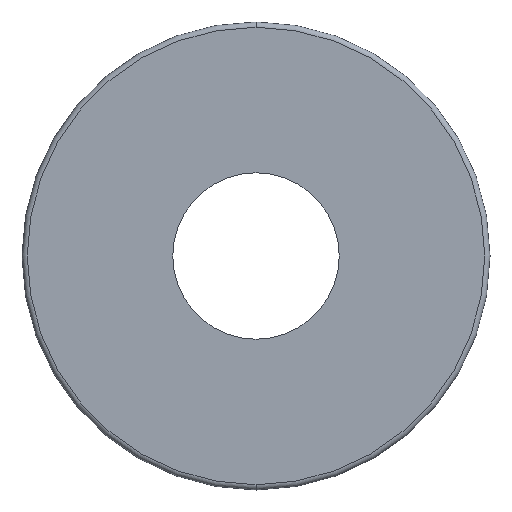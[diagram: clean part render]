
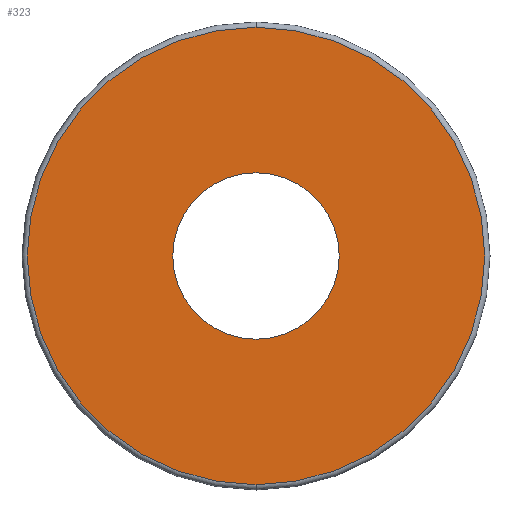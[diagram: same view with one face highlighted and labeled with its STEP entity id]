
A CAD part, front view. The second image highlights one B-rep face of the part: STEP entity #323.
In plain terms, the highlighted planar face has unit normal (0, -1, 0).
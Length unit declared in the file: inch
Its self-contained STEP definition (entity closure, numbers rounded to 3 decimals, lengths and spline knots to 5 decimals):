
#9 = DIRECTION ( 'NONE',  ( 0., -1., 0. ) ) ;
#10 = ORIENTED_EDGE ( 'NONE', *, *, #306, .T. ) ;
#12 = VERTEX_POINT ( 'NONE', #15 ) ;
#15 = CARTESIAN_POINT ( 'NONE',  ( 0., 0., 0.15748 ) ) ;
#16 = CARTESIAN_POINT ( 'NONE',  ( 0., 0., 0. ) ) ;
#20 = DIRECTION ( 'NONE',  ( 0., 1., 0. ) ) ;
#25 = FACE_OUTER_BOUND ( 'NONE', #77, .T. ) ;
#32 = CARTESIAN_POINT ( 'NONE',  ( 0., 0., 0. ) ) ;
#34 = PLANE ( 'NONE',  #108 ) ;
#40 = CIRCLE ( 'NONE', #217, 0.15748 ) ;
#44 = DIRECTION ( 'NONE',  ( 0., 0., 1. ) ) ;
#55 = CIRCLE ( 'NONE', #227, 0.433 ) ;
#60 = CARTESIAN_POINT ( 'NONE',  ( 0., 0., -0.15748 ) ) ;
#73 = DIRECTION ( 'NONE',  ( 0., 1., 0. ) ) ;
#77 = EDGE_LOOP ( 'NONE', ( #10, #178 ) ) ;
#91 = ORIENTED_EDGE ( 'NONE', *, *, #307, .T. ) ;
#98 = DIRECTION ( 'NONE',  ( 0., 1., 0. ) ) ;
#108 = AXIS2_PLACEMENT_3D ( 'NONE', #32, #98, #284 ) ;
#131 = AXIS2_PLACEMENT_3D ( 'NONE', #210, #73, #244 ) ;
#138 = CARTESIAN_POINT ( 'NONE',  ( 0., 0., 0. ) ) ;
#140 = CIRCLE ( 'NONE', #196, 0.433 ) ;
#149 = ORIENTED_EDGE ( 'NONE', *, *, #283, .T. ) ;
#151 = CARTESIAN_POINT ( 'NONE',  ( 0., 0., 0. ) ) ;
#161 = DIRECTION ( 'NONE',  ( 0., 0., 1. ) ) ;
#170 = DIRECTION ( 'NONE',  ( 0., -1., 0. ) ) ;
#172 = VERTEX_POINT ( 'NONE', #60 ) ;
#173 = DIRECTION ( 'NONE',  ( 0., 0., 1. ) ) ;
#178 = ORIENTED_EDGE ( 'NONE', *, *, #271, .T. ) ;
#196 = AXIS2_PLACEMENT_3D ( 'NONE', #138, #9, #161 ) ;
#200 = CIRCLE ( 'NONE', #131, 0.15748 ) ;
#210 = CARTESIAN_POINT ( 'NONE',  ( 0., 0., 0. ) ) ;
#217 = AXIS2_PLACEMENT_3D ( 'NONE', #151, #20, #173 ) ;
#227 = AXIS2_PLACEMENT_3D ( 'NONE', #16, #170, #44 ) ;
#234 = CARTESIAN_POINT ( 'NONE',  ( 0., 0., -0.433 ) ) ;
#244 = DIRECTION ( 'NONE',  ( 0., 0., 1. ) ) ;
#251 = VERTEX_POINT ( 'NONE', #317 ) ;
#259 = EDGE_LOOP ( 'NONE', ( #149, #91 ) ) ;
#271 = EDGE_CURVE ( 'NONE', #292, #251, #55, .T. ) ;
#283 = EDGE_CURVE ( 'NONE', #172, #12, #40, .T. ) ;
#284 = DIRECTION ( 'NONE',  ( 0., 0., 1. ) ) ;
#292 = VERTEX_POINT ( 'NONE', #234 ) ;
#302 = FACE_BOUND ( 'NONE', #259, .T. ) ;
#306 = EDGE_CURVE ( 'NONE', #251, #292, #140, .T. ) ;
#307 = EDGE_CURVE ( 'NONE', #12, #172, #200, .T. ) ;
#317 = CARTESIAN_POINT ( 'NONE',  ( 0., 0., 0.433 ) ) ;
#323 = ADVANCED_FACE ( 'NONE', ( #25, #302 ), #34, .F. ) ;
